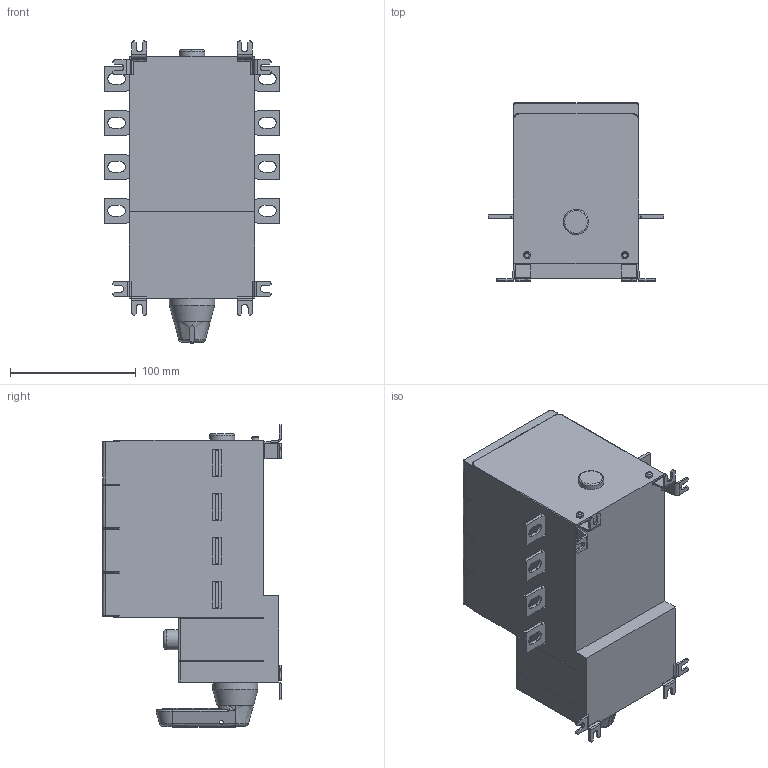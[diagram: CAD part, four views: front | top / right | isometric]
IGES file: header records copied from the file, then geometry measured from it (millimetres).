
Global section: file name: OS160GD(F)S04K_Palikka.igs; preprocessor: I-DEAS 3D IGES Translator 11; date: 20091116.135843; units: millimetre
Bounding box: 140.01 x 142 x 240.65 mm (x, y, z)
Volume: 2282981.8 mm3; surface area: 143911.1 mm2
Topology: 1 solids, 2 shells, 774 faces, 2021 edges, 1231 vertices
Faces by surface type: bspline 774
